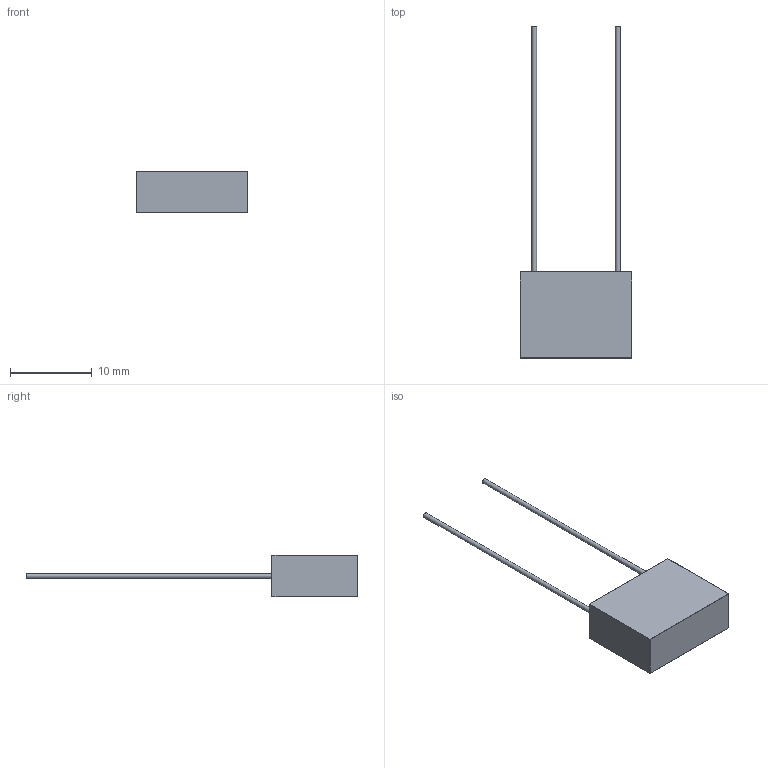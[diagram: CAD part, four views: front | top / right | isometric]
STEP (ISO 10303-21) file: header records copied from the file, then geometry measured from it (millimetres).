
FILE_DESCRIPTION (( 'STEP AP214' ), '1' );
FILE_NAME ('01000r6.STEP', '2011-06-30T14:00:06', ( 'Vicor User' ), ( 'Microsoft' ), 'SwSTEP 2.0', 'SolidWorks 2010', '' );
FILE_SCHEMA (( 'AUTOMOTIVE_DESIGN' ));
Length unit declared in the file: inch
Products named in the file (1): 01000r6
Bounding box: 13.59 x 40.49 x 5.11 mm (x, y, z)
Volume: 747 mm3; surface area: 645.4 mm2
Topology: 1 solids, 1 shells, 30 faces, 64 edges, 30 vertices
Faces by surface type: cylinder 14, plane 8, sphere 8
Full cylindrical faces by diameter (mm): 0.61 x2
Entity records: 796 total; most frequent: DIRECTION 142, CARTESIAN_POINT 111, ORIENTED_EDGE 104, AXIS2_PLACEMENT_3D 59, EDGE_CURVE 52, EDGE_LOOP 34, FACE_OUTER_BOUND 32, ADVANCED_FACE 30
